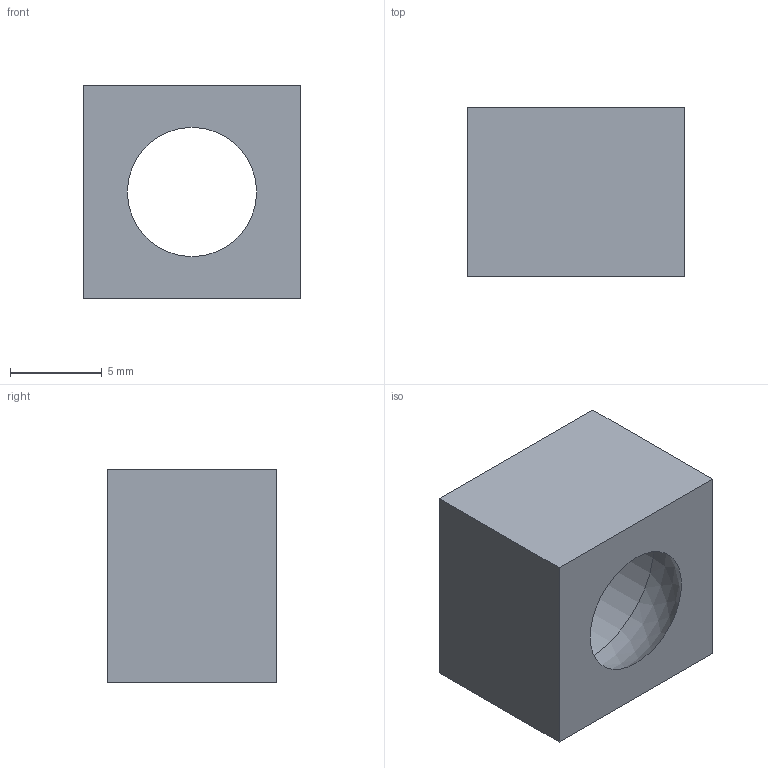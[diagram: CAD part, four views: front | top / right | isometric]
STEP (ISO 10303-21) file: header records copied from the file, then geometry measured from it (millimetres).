
FILE_DESCRIPTION(/* description */ (''),/* implementation_level */ '2;1');
FILE_NAME(/* name */ 'Saken till kulorna.step',/* time_stamp */ '2017-12-07T11:40:34+01:00',/* author */ ('josef.lundberg'),/* organization */ (''),/* preprocessor_version */ 'ST-DEVELOPER v16.13',/* originating_system */ 'Autodesk Translation Framework v6.5.0.72',/* authorisation */ '');
FILE_SCHEMA (('AUTOMOTIVE_DESIGN { 1 0 10303 214 3 1 1 }'));
Length unit declared in the file: millimetre
Products named in the file (1): Saken till kulorna
Bounding box: 11.8 x 9.2 x 11.6 mm (x, y, z)
Volume: 560.6 mm3; surface area: 878.7 mm2
Topology: 1 solids, 1 shells, 8 faces, 19 edges, 13 vertices
Faces by surface type: plane 6, sphere 1, cylinder 1
Full cylindrical faces by diameter (mm): 10.2 x1
Entity records: 274 total; most frequent: DIRECTION 43, CARTESIAN_POINT 41, ORIENTED_EDGE 38, EDGE_CURVE 19, AXIS2_PLACEMENT_3D 15, LINE 13, VECTOR 13, VERTEX_POINT 13
